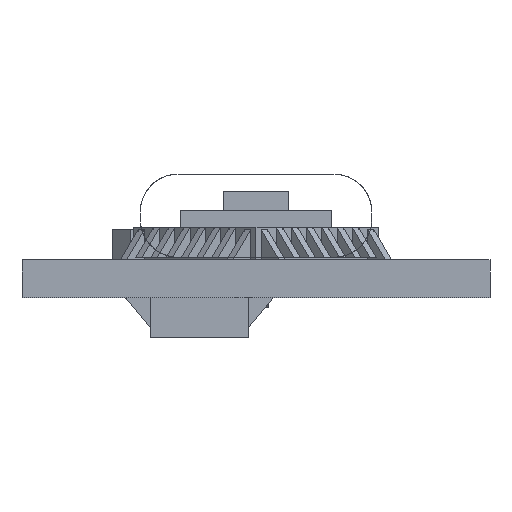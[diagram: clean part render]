
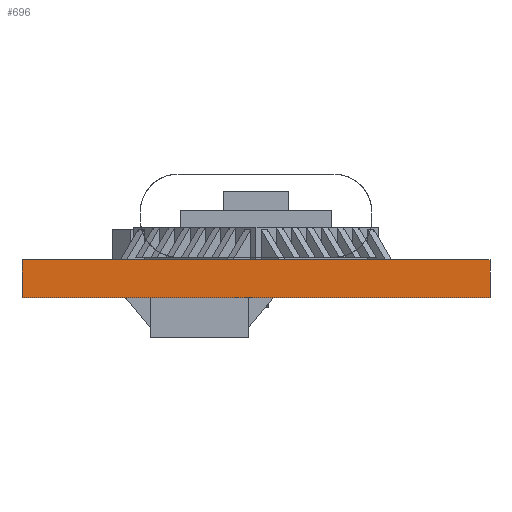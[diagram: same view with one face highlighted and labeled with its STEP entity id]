
A CAD part, front view. The second image highlights one B-rep face of the part: STEP entity #696.
In plain terms, the highlighted planar face has unit normal (0, -1, 0).
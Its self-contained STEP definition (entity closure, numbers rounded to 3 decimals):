
#696=ADVANCED_FACE('',(#1640),#1642,.T.);
#1640=FACE_BOUND('',#1641,.T.);
#1641=EDGE_LOOP('',(#9046,#9047,#9048,#9049));
#1642=PLANE('',#1643);
#1643=AXIS2_PLACEMENT_3D('',#1644,#1645,#1646);
#1644=CARTESIAN_POINT('',(-12.15,-28.742,0.98));
#1645=DIRECTION('',(0.,-1.,0.));
#1646=DIRECTION('',(0.,0.,-1.));
#9046=ORIENTED_EDGE('',*,*,#10820,.T.);
#9047=ORIENTED_EDGE('',*,*,#10869,.T.);
#9048=ORIENTED_EDGE('',*,*,#10770,.F.);
#9049=ORIENTED_EDGE('',*,*,#10871,.F.);
#10770=EDGE_CURVE('',#11572,#11574,#11575,.T.);
#10820=EDGE_CURVE('',#11672,#11670,#11673,.T.);
#10869=EDGE_CURVE('',#11670,#11574,#11767,.T.);
#10871=EDGE_CURVE('',#11672,#11572,#11769,.T.);
#11572=VERTEX_POINT('',#13328);
#11574=VERTEX_POINT('',#13332);
#11575=LINE('',#13333,#13334);
#11670=VERTEX_POINT('',#16783);
#11672=VERTEX_POINT('',#16787);
#11673=LINE('',#16788,#16789);
#11767=LINE('',#20237,#20238);
#11769=LINE('',#20243,#20244);
#13328=CARTESIAN_POINT('',(-12.15,-28.742,0.98));
#13332=CARTESIAN_POINT('',(12.15,-28.742,0.98));
#13333=CARTESIAN_POINT('',(-12.15,-28.742,0.98));
#13334=VECTOR('',#13335,1.);
#13335=DIRECTION('',(1.,0.,0.));
#16783=CARTESIAN_POINT('',(12.15,-28.742,-0.98));
#16787=CARTESIAN_POINT('',(-12.15,-28.742,-0.98));
#16788=CARTESIAN_POINT('',(-12.15,-28.742,-0.98));
#16789=VECTOR('',#16790,1.);
#16790=DIRECTION('',(1.,0.,0.));
#20237=CARTESIAN_POINT('',(12.15,-28.742,-0.98));
#20238=VECTOR('',#20239,1.);
#20239=DIRECTION('',(0.,0.,1.));
#20243=CARTESIAN_POINT('',(-12.15,-28.742,-0.98));
#20244=VECTOR('',#20245,1.);
#20245=DIRECTION('',(0.,0.,1.));
